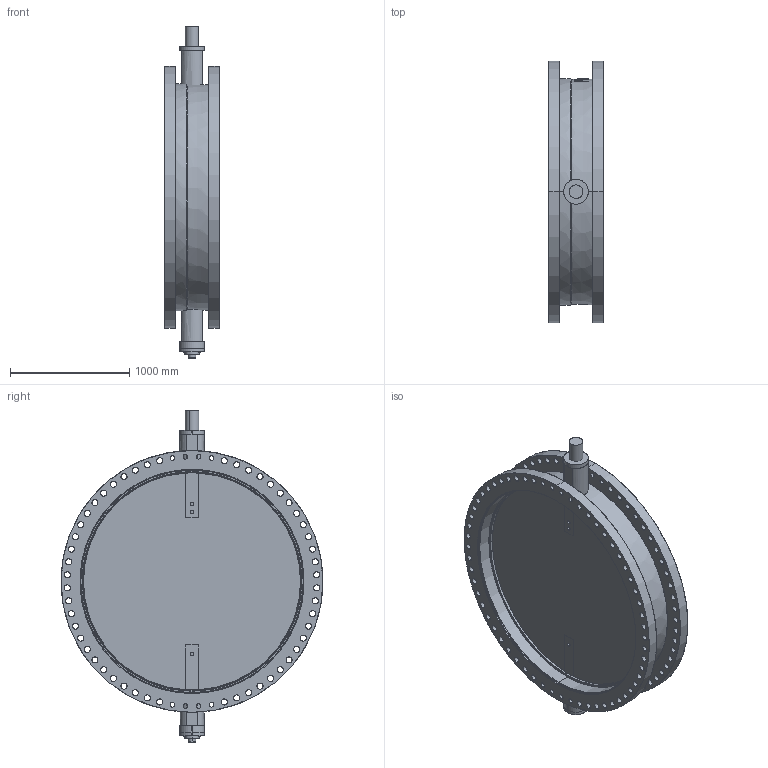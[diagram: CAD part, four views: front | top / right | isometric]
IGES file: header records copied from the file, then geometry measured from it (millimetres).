
Start section: SolidWorks IGES file using analytic representation for surfaces
Global section: file name: Class 250II FL x FL-72-Inch-CHAINWHEEL.igs; native system: SolidWorks 2014; preprocessor: SolidWorks 2014; author: PRINCE; date: 170426.230756; units: inch
Bounding box: 457.2 x 2197.1 x 2786.06 mm (x, y, z)
Surface area: 21914491 mm2 (no closed solid volume)
Topology: 0 solids, 0 shells, 618 faces, 12333 edges, 12333 vertices
Faces by surface type: revolution 484, bspline 134
